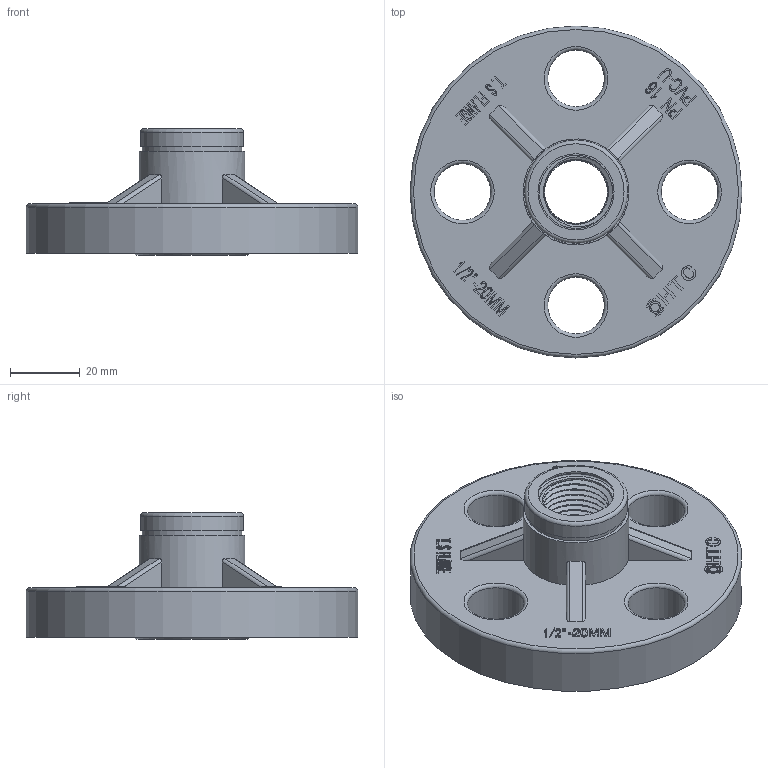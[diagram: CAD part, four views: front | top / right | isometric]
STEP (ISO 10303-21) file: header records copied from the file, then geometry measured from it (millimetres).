
FILE_DESCRIPTION(/* description */ (''),/* implementation_level */ '2;1');
FILE_NAME(/* name */ '20内螺固定法兰+铁圈.stp',/* time_stamp */ '2025-03-13T08:20:56+08:00',/* author */ (''),/* organization */ (''),/* preprocessor_version */ 'ST-DEVELOPER v16',/* originating_system */ 'SIEMENS PLM Software NX 10.0',/* authorisation */ '');
FILE_SCHEMA (('AUTOMOTIVE_DESIGN { 1 0 10303 214 3 1 1 1 }'));
Length unit declared in the file: millimetre
Products named in the file (1): gelv1160A6EC1cen
Bounding box: 95 x 95 x 36.2 mm (x, y, z)
Volume: 76924.6 mm3; surface area: 30358.6 mm2
Topology: 2 solids, 2 shells, 530 faces, 1390 edges, 912 vertices
Faces by surface type: plane 288, extrusion 125, cylinder 78, torus 33, cone 4, bspline 2
Full cylindrical faces by diameter (mm): 2.486 x1, 3.315 x1, 16.2 x4, 18 x1, 20.955 x9, 21.8 x1, 24 x1, 28.5 x2, 29.5 x1, 30.3 x1, 95 x1
Entity records: 19274 total; most frequent: CARTESIAN_POINT 7327, ORIENTED_EDGE 2644, DIRECTION 1963, EDGE_CURVE 1322, VERTEX_POINT 881, VECTOR 803, LINE 678, EDGE_LOOP 609
